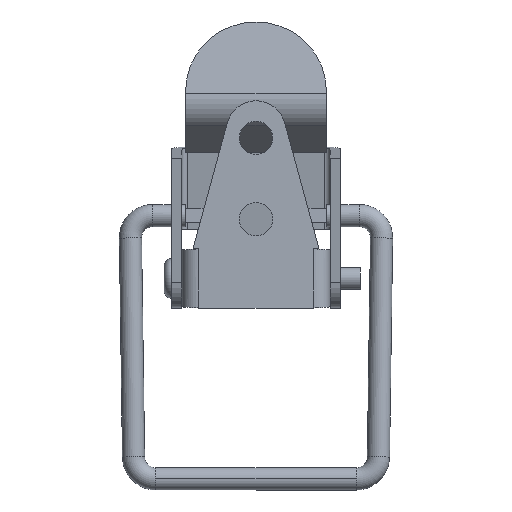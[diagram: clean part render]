
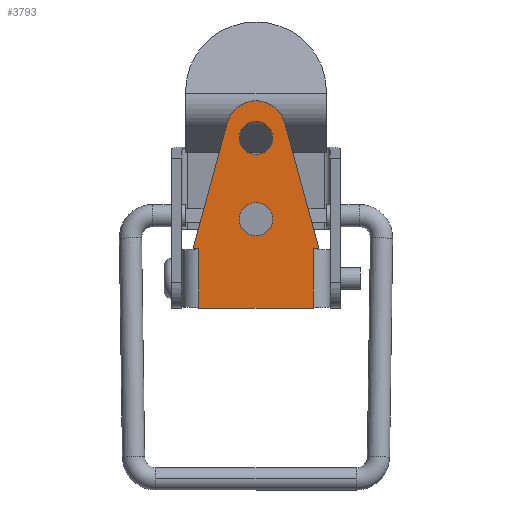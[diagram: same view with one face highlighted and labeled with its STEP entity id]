
A CAD part, front view. The second image highlights one B-rep face of the part: STEP entity #3793.
In plain terms, the highlighted planar face has unit normal (0, -1, 0).
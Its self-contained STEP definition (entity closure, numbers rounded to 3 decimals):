
#16 = VERTEX_POINT ( 'NONE', #2213 ) ;
#23 = EDGE_LOOP ( 'NONE', ( #1443, #1978 ) ) ;
#33 = VERTEX_POINT ( 'NONE', #2199 ) ;
#46 = CARTESIAN_POINT ( 'NONE',  ( 0., -1.5, -16.232 ) ) ;
#95 = DIRECTION ( 'NONE',  ( 0., 0., 1. ) ) ;
#115 = VERTEX_POINT ( 'NONE', #3984 ) ;
#128 = CARTESIAN_POINT ( 'NONE',  ( 0., -1.5, -15.232 ) ) ;
#132 = VERTEX_POINT ( 'NONE', #4084 ) ;
#268 = VERTEX_POINT ( 'NONE', #3348 ) ;
#296 = ORIENTED_EDGE ( 'NONE', *, *, #965, .T. ) ;
#322 = CARTESIAN_POINT ( 'NONE',  ( 7.763, -1.5, -39.232 ) ) ;
#405 = CARTESIAN_POINT ( 'NONE',  ( 0., -1.5, -13.982 ) ) ;
#416 = VECTOR ( 'NONE', #3904, 1000. ) ;
#421 = DIRECTION ( 'NONE',  ( 0., -1., 0. ) ) ;
#504 = CARTESIAN_POINT ( 'NONE',  ( -8.5, -1.5, -39.232 ) ) ;
#582 = CARTESIAN_POINT ( 'NONE',  ( 3.86, -1.5, -14.182 ) ) ;
#601 = CARTESIAN_POINT ( 'NONE',  ( 0., -1.5, -29.482 ) ) ;
#606 = FACE_BOUND ( 'NONE', #3195, .T. ) ;
#624 = CARTESIAN_POINT ( 'NONE',  ( 0., -1.5, -15.232 ) ) ;
#648 = DIRECTION ( 'NONE',  ( 1., 0., 0. ) ) ;
#702 = ORIENTED_EDGE ( 'NONE', *, *, #1562, .F. ) ;
#709 = CIRCLE ( 'NONE', #1263, 2.25 ) ;
#713 = DIRECTION ( 'NONE',  ( 1., 0., 0. ) ) ;
#741 = EDGE_CURVE ( 'NONE', #1336, #33, #4125, .T. ) ;
#784 = EDGE_CURVE ( 'NONE', #1766, #3781, #4149, .T. ) ;
#826 = FACE_OUTER_BOUND ( 'NONE', #3750, .T. ) ;
#832 = FACE_BOUND ( 'NONE', #23, .T. ) ;
#874 = CARTESIAN_POINT ( 'NONE',  ( -7.763, -1.5, -31.232 ) ) ;
#895 = CIRCLE ( 'NONE', #1471, 2.25 ) ;
#924 = DIRECTION ( 'NONE',  ( 0., 1., 0. ) ) ;
#965 = EDGE_CURVE ( 'NONE', #3781, #268, #2104, .T. ) ;
#980 = DIRECTION ( 'NONE',  ( 0., 1., 0. ) ) ;
#1032 = ORIENTED_EDGE ( 'NONE', *, *, #741, .T. ) ;
#1047 = LINE ( 'NONE', #1269, #3704 ) ;
#1094 = DIRECTION ( 'NONE',  ( 0., 0., 1. ) ) ;
#1197 = EDGE_CURVE ( 'NONE', #16, #3040, #895, .T. ) ;
#1263 = AXIS2_PLACEMENT_3D ( 'NONE', #3563, #1466, #3885 ) ;
#1267 = EDGE_CURVE ( 'NONE', #4158, #2072, #3284, .T. ) ;
#1269 = CARTESIAN_POINT ( 'NONE',  ( 3.86, -1.5, -14.182 ) ) ;
#1322 = EDGE_CURVE ( 'NONE', #1628, #4158, #3386, .T. ) ;
#1330 = CARTESIAN_POINT ( 'NONE',  ( 0., -1.5, -27.232 ) ) ;
#1331 = EDGE_CURVE ( 'NONE', #2522, #132, #1811, .T. ) ;
#1336 = VERTEX_POINT ( 'NONE', #874 ) ;
#1443 = ORIENTED_EDGE ( 'NONE', *, *, #3973, .T. ) ;
#1466 = DIRECTION ( 'NONE',  ( 0., 1., 0. ) ) ;
#1471 = AXIS2_PLACEMENT_3D ( 'NONE', #2655, #2036, #95 ) ;
#1562 = EDGE_CURVE ( 'NONE', #115, #1628, #2375, .T. ) ;
#1581 = AXIS2_PLACEMENT_3D ( 'NONE', #128, #421, #2821 ) ;
#1607 = ORIENTED_EDGE ( 'NONE', *, *, #1813, .T. ) ;
#1628 = VERTEX_POINT ( 'NONE', #2951 ) ;
#1704 = CARTESIAN_POINT ( 'NONE',  ( 7.763, -1.5, -39.232 ) ) ;
#1748 = CARTESIAN_POINT ( 'NONE',  ( 0., -1.5, -31.232 ) ) ;
#1762 = EDGE_CURVE ( 'NONE', #2072, #268, #1047, .T. ) ;
#1766 = VERTEX_POINT ( 'NONE', #322 ) ;
#1811 = CIRCLE ( 'NONE', #2592, 2.25 ) ;
#1813 = EDGE_CURVE ( 'NONE', #3040, #16, #3893, .T. ) ;
#1893 = DIRECTION ( 'NONE',  ( 0., 0., -1. ) ) ;
#1954 = CARTESIAN_POINT ( 'NONE',  ( 0., -1.5, -31.232 ) ) ;
#1978 = ORIENTED_EDGE ( 'NONE', *, *, #1331, .T. ) ;
#2036 = DIRECTION ( 'NONE',  ( 0., 1., 0. ) ) ;
#2050 = VECTOR ( 'NONE', #713, 1000. ) ;
#2072 = VERTEX_POINT ( 'NONE', #582 ) ;
#2075 = PLANE ( 'NONE',  #1581 ) ;
#2093 = LINE ( 'NONE', #504, #2094 ) ;
#2094 = VECTOR ( 'NONE', #3583, 1000. ) ;
#2104 = LINE ( 'NONE', #1748, #2050 ) ;
#2199 = CARTESIAN_POINT ( 'NONE',  ( -7.763, -1.5, -39.232 ) ) ;
#2213 = CARTESIAN_POINT ( 'NONE',  ( 0., -1.5, -18.482 ) ) ;
#2216 = AXIS2_PLACEMENT_3D ( 'NONE', #46, #980, #3085 ) ;
#2241 = ORIENTED_EDGE ( 'NONE', *, *, #1197, .T. ) ;
#2309 = DIRECTION ( 'NONE',  ( 0., 0., 1. ) ) ;
#2340 = ORIENTED_EDGE ( 'NONE', *, *, #1762, .F. ) ;
#2352 = EDGE_CURVE ( 'NONE', #1766, #33, #2093, .T. ) ;
#2375 = LINE ( 'NONE', #2883, #3717 ) ;
#2418 = ORIENTED_EDGE ( 'NONE', *, *, #2599, .T. ) ;
#2522 = VERTEX_POINT ( 'NONE', #601 ) ;
#2592 = AXIS2_PLACEMENT_3D ( 'NONE', #1330, #924, #2309 ) ;
#2599 = EDGE_CURVE ( 'NONE', #115, #1336, #2625, .T. ) ;
#2614 = VECTOR ( 'NONE', #648, 1000. ) ;
#2625 = LINE ( 'NONE', #1954, #2614 ) ;
#2655 = CARTESIAN_POINT ( 'NONE',  ( 0., -1.5, -16.232 ) ) ;
#2762 = AXIS2_PLACEMENT_3D ( 'NONE', #624, #3953, #3295 ) ;
#2784 = ORIENTED_EDGE ( 'NONE', *, *, #1267, .F. ) ;
#2821 = DIRECTION ( 'NONE',  ( 0., 0., -1. ) ) ;
#2825 = ORIENTED_EDGE ( 'NONE', *, *, #2352, .F. ) ;
#2883 = CARTESIAN_POINT ( 'NONE',  ( -3.86, -1.5, -14.182 ) ) ;
#2951 = CARTESIAN_POINT ( 'NONE',  ( -3.86, -1.5, -14.182 ) ) ;
#3040 = VERTEX_POINT ( 'NONE', #405 ) ;
#3085 = DIRECTION ( 'NONE',  ( 0., 0., 1. ) ) ;
#3195 = EDGE_LOOP ( 'NONE', ( #1607, #2241 ) ) ;
#3284 = CIRCLE ( 'NONE', #3943, 4. ) ;
#3295 = DIRECTION ( 'NONE',  ( 0., 0., -1. ) ) ;
#3347 = CARTESIAN_POINT ( 'NONE',  ( 0., -1.5, -15.232 ) ) ;
#3348 = CARTESIAN_POINT ( 'NONE',  ( 8.5, -1.5, -31.232 ) ) ;
#3373 = DIRECTION ( 'NONE',  ( 0.263, 0., -0.965 ) ) ;
#3386 = CIRCLE ( 'NONE', #2762, 4. ) ;
#3392 = DIRECTION ( 'NONE',  ( 0., 1., 0. ) ) ;
#3563 = CARTESIAN_POINT ( 'NONE',  ( 0., -1.5, -27.232 ) ) ;
#3583 = DIRECTION ( 'NONE',  ( -1., 0., 0. ) ) ;
#3704 = VECTOR ( 'NONE', #3373, 1000. ) ;
#3717 = VECTOR ( 'NONE', #3914, 1000. ) ;
#3750 = EDGE_LOOP ( 'NONE', ( #702, #2418, #1032, #2825, #3993, #296, #2340, #2784, #4059 ) ) ;
#3781 = VERTEX_POINT ( 'NONE', #3802 ) ;
#3793 = ADVANCED_FACE ( 'NONE', ( #832, #826, #606 ), #2075, .T. ) ;
#3802 = CARTESIAN_POINT ( 'NONE',  ( 7.763, -1.5, -31.232 ) ) ;
#3885 = DIRECTION ( 'NONE',  ( 0., 0., 1. ) ) ;
#3893 = CIRCLE ( 'NONE', #2216, 2.25 ) ;
#3904 = DIRECTION ( 'NONE',  ( 0., 0., -1. ) ) ;
#3914 = DIRECTION ( 'NONE',  ( 0.263, 0., 0.965 ) ) ;
#3943 = AXIS2_PLACEMENT_3D ( 'NONE', #3347, #3392, #1893 ) ;
#3953 = DIRECTION ( 'NONE',  ( 0., 1., 0. ) ) ;
#3973 = EDGE_CURVE ( 'NONE', #132, #2522, #709, .T. ) ;
#3984 = CARTESIAN_POINT ( 'NONE',  ( -8.5, -1.5, -31.232 ) ) ;
#3993 = ORIENTED_EDGE ( 'NONE', *, *, #784, .T. ) ;
#4032 = CARTESIAN_POINT ( 'NONE',  ( 0., -1.5, -11.232 ) ) ;
#4059 = ORIENTED_EDGE ( 'NONE', *, *, #1322, .F. ) ;
#4084 = CARTESIAN_POINT ( 'NONE',  ( 0., -1.5, -24.982 ) ) ;
#4125 = LINE ( 'NONE', #4224, #416 ) ;
#4149 = LINE ( 'NONE', #1704, #4265 ) ;
#4158 = VERTEX_POINT ( 'NONE', #4032 ) ;
#4224 = CARTESIAN_POINT ( 'NONE',  ( -7.763, -1.5, -31.232 ) ) ;
#4265 = VECTOR ( 'NONE', #1094, 1000. ) ;
